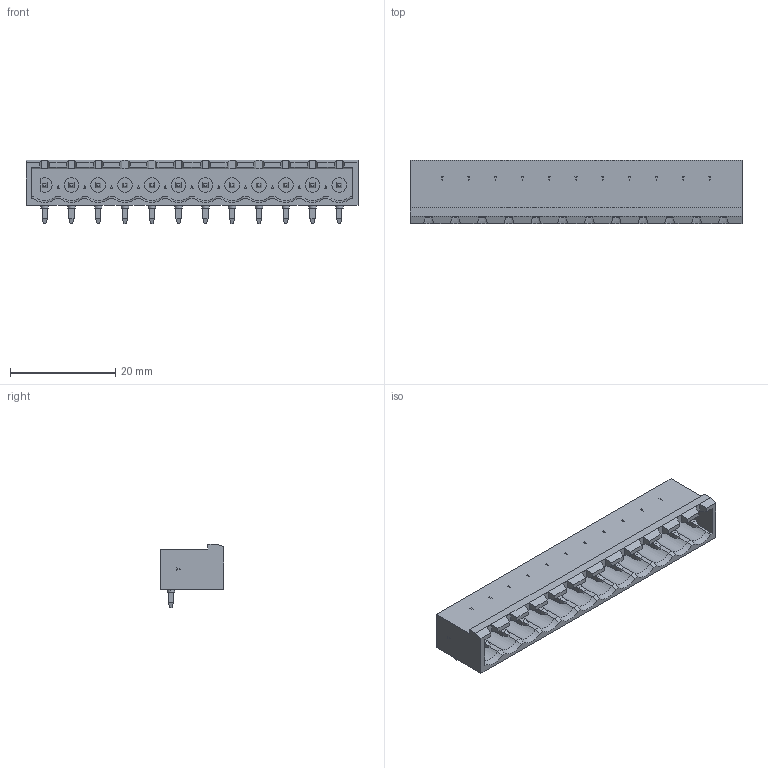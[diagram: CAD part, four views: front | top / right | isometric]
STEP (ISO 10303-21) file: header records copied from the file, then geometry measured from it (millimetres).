
FILE_DESCRIPTION((''),'2;1');
FILE_NAME('PHOENIX_1757349.stp','2010-02-10T16:19:41',(''),(''),'Mechanical Desktop 2010','Mechanical Desktop 2010',', , ');
FILE_SCHEMA(('AUTOMOTIVE_DESIGN { 1 2 10303 214 1 1 1 1 }'));
Length unit declared in the file: millimetre
Products named in the file (1): Product
Bounding box: 62.96 x 12 x 12.1 mm (x, y, z)
Volume: 3124.6 mm3; surface area: 4660.6 mm2
Topology: 49 solids, 49 shells, 647 faces, 1422 edges, 912 vertices
Faces by surface type: plane 545, cylinder 78, cone 12, sphere 12
Entity records: 17656 total; most frequent: CARTESIAN_POINT 3270, DIRECTION 2874, ORIENTED_EDGE 2844, EDGE_CURVE 1422, VECTOR 1218, LINE 1218, VERTEX_POINT 912, AXIS2_PLACEMENT_3D 828
